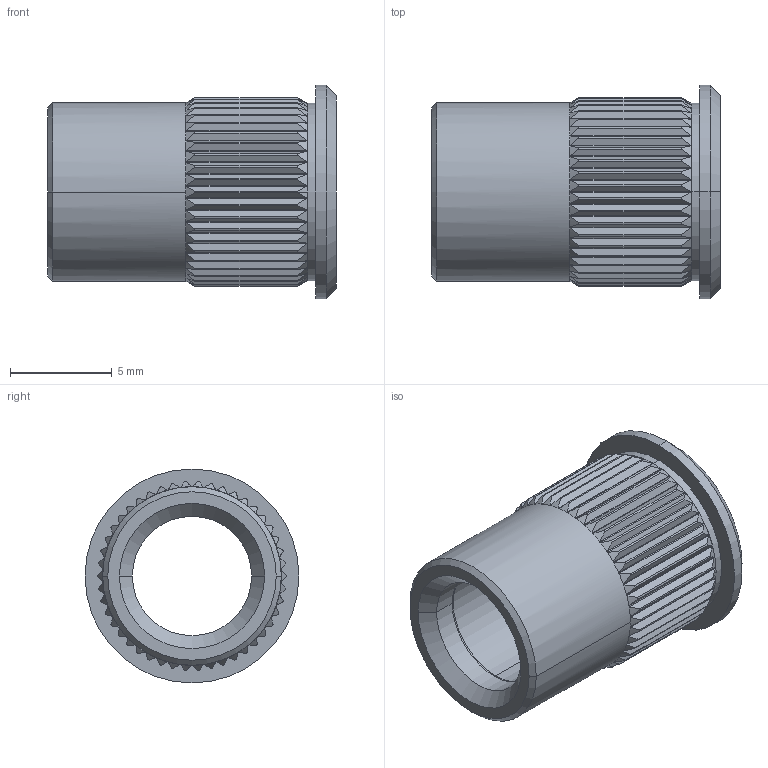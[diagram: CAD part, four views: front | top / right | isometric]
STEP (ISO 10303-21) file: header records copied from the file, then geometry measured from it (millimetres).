
FILE_DESCRIPTION((''),'2;1');
FILE_NAME('EBC4','2009-12-18T',('hhan'),('Tribotek, Inc.'),'PRO/ENGINEER BY PARAMETRIC TECHNOLOGY CORPORATION, 2006510','PRO/ENGINEER BY PARAMETRIC TECHNOLOGY CORPORATION, 2006510','');
FILE_SCHEMA(('CONFIG_CONTROL_DESIGN'));
Length unit declared in the file: inch
Products named in the file (1): EBC4
Bounding box: 14.2 x 10.53 x 10.53 mm (x, y, z)
Volume: 505.5 mm3; surface area: 819.1 mm2
Topology: 1 solids, 1 shells, 348 faces, 934 edges, 590 vertices
Faces by surface type: plane 234, cone 58, cylinder 56
Entity records: 11374 total; most frequent: CARTESIAN_POINT 2882, ORIENTED_EDGE 1868, DIRECTION 1666, EDGE_CURVE 934, AXIS2_PLACEMENT_3D 614, VERTEX_POINT 590, VECTOR 438, LINE 438
